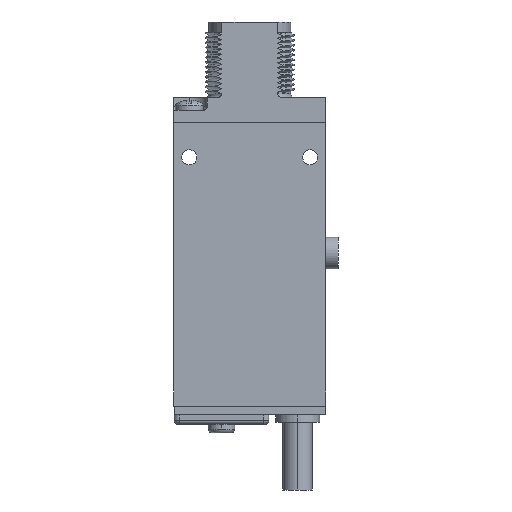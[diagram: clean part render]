
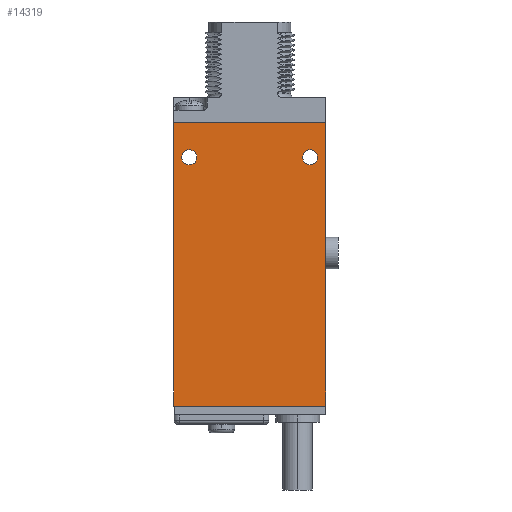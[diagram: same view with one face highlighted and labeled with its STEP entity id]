
A CAD part, left-side view. The second image highlights one B-rep face of the part: STEP entity #14319.
In plain terms, the highlighted planar face has unit normal (-1, 0, 0).
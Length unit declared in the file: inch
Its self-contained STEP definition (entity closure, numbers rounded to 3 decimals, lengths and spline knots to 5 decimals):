
#2868=DIRECTION('',(0.,0.,-1.));
#2869=VECTOR('',#2868,2.25);
#2870=CARTESIAN_POINT('',(-0.24,0.,0.));
#2871=LINE('',#2870,#2869);
#2872=DIRECTION('',(0.,1.,0.));
#2873=VECTOR('',#2872,1.21);
#2874=CARTESIAN_POINT('',(-0.24,0.,-2.25));
#2875=LINE('',#2874,#2873);
#2876=DIRECTION('',(0.,0.,1.));
#2877=VECTOR('',#2876,2.25);
#2878=CARTESIAN_POINT('',(-0.24,1.21,-2.25));
#2879=LINE('',#2878,#2877);
#2880=DIRECTION('',(0.,-1.,0.));
#2881=VECTOR('',#2880,1.21);
#2882=CARTESIAN_POINT('',(-0.24,1.21,0.));
#2883=LINE('',#2882,#2881);
#2884=CARTESIAN_POINT('',(-0.24,1.085,-0.275));
#2885=DIRECTION('',(1.,0.,0.));
#2886=DIRECTION('',(0.,0.,-1.));
#2887=AXIS2_PLACEMENT_3D('',#2884,#2885,#2886);
#2889=CARTESIAN_POINT('',(-0.24,1.085,-0.275));
#2890=DIRECTION('',(1.,0.,0.));
#2891=DIRECTION('',(0.,0.,1.));
#2892=AXIS2_PLACEMENT_3D('',#2889,#2890,#2891);
#2894=CARTESIAN_POINT('',(-0.24,0.125,-0.275));
#2895=DIRECTION('',(1.,0.,0.));
#2896=DIRECTION('',(0.,0.,-1.));
#2897=AXIS2_PLACEMENT_3D('',#2894,#2895,#2896);
#2899=CARTESIAN_POINT('',(-0.24,0.125,-0.275));
#2900=DIRECTION('',(1.,0.,0.));
#2901=DIRECTION('',(0.,0.,1.));
#2902=AXIS2_PLACEMENT_3D('',#2899,#2900,#2901);
#8939=CARTESIAN_POINT('',(-0.24,0.,0.));
#8940=CARTESIAN_POINT('',(-0.24,0.,-2.25));
#8941=VERTEX_POINT('',#8939);
#8942=VERTEX_POINT('',#8940);
#8943=CARTESIAN_POINT('',(-0.24,1.21,-2.25));
#8944=VERTEX_POINT('',#8943);
#8945=CARTESIAN_POINT('',(-0.24,1.21,0.));
#8946=VERTEX_POINT('',#8945);
#8963=CARTESIAN_POINT('',(-0.24,1.085,-0.335));
#8964=CARTESIAN_POINT('',(-0.24,1.085,-0.215));
#8965=VERTEX_POINT('',#8963);
#8966=VERTEX_POINT('',#8964);
#8967=CARTESIAN_POINT('',(-0.24,0.125,-0.335));
#8968=CARTESIAN_POINT('',(-0.24,0.125,-0.215));
#8969=VERTEX_POINT('',#8967);
#8970=VERTEX_POINT('',#8968);
#14293=CARTESIAN_POINT('',(-0.24,0.,0.));
#14294=DIRECTION('',(1.,0.,0.));
#14295=DIRECTION('',(0.,0.,-1.));
#14296=AXIS2_PLACEMENT_3D('',#14293,#14294,#14295);
#14297=PLANE('',#14296);
#14299=ORIENTED_EDGE('',*,*,#14298,.T.);
#14300=ORIENTED_EDGE('',*,*,#14273,.T.);
#14302=ORIENTED_EDGE('',*,*,#14301,.T.);
#14304=ORIENTED_EDGE('',*,*,#14303,.T.);
#14305=EDGE_LOOP('',(#14299,#14300,#14302,#14304));
#14306=FACE_OUTER_BOUND('',#14305,.F.);
#14308=ORIENTED_EDGE('',*,*,#14307,.F.);
#14310=ORIENTED_EDGE('',*,*,#14309,.F.);
#14311=EDGE_LOOP('',(#14308,#14310));
#14312=FACE_BOUND('',#14311,.F.);
#14314=ORIENTED_EDGE('',*,*,#14313,.F.);
#14316=ORIENTED_EDGE('',*,*,#14315,.F.);
#14317=EDGE_LOOP('',(#14314,#14316));
#14318=FACE_BOUND('',#14317,.F.);
#14319=ADVANCED_FACE('',(#14306,#14312,#14318),#14297,.F.);
#2888=CIRCLE('',#2887,0.06);
#2893=CIRCLE('',#2892,0.06);
#2898=CIRCLE('',#2897,0.06);
#2903=CIRCLE('',#2902,0.06);
#14273=EDGE_CURVE('',#8942,#8944,#2875,.T.);
#14298=EDGE_CURVE('',#8941,#8942,#2871,.T.);
#14301=EDGE_CURVE('',#8944,#8946,#2879,.T.);
#14303=EDGE_CURVE('',#8946,#8941,#2883,.T.);
#14307=EDGE_CURVE('',#8965,#8966,#2888,.T.);
#14309=EDGE_CURVE('',#8966,#8965,#2893,.T.);
#14313=EDGE_CURVE('',#8969,#8970,#2898,.T.);
#14315=EDGE_CURVE('',#8970,#8969,#2903,.T.);
